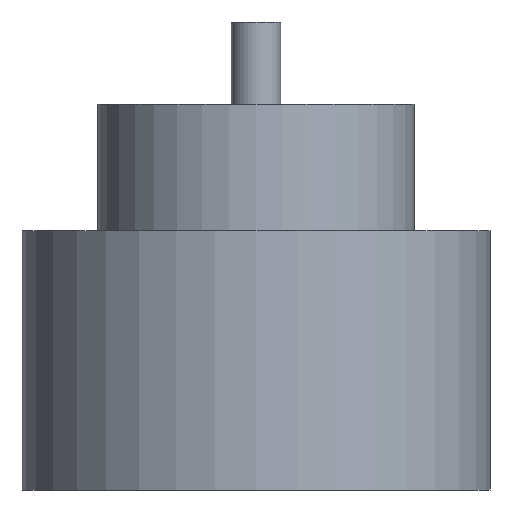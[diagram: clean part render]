
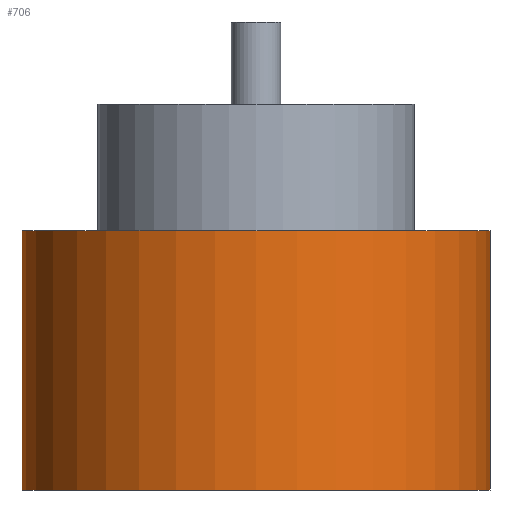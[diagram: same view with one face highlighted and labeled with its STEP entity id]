
A CAD part, front view. The second image highlights one B-rep face of the part: STEP entity #706.
In plain terms, the highlighted cylindrical face has radius 1.85 mm (diameter 3.7 mm), a partial arc.
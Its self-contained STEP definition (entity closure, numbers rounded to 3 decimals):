
#8 = VERTEX_POINT ( 'NONE', #758 ) ;
#29 = DIRECTION ( 'NONE',  ( 0., 0., -1. ) ) ;
#48 = DIRECTION ( 'NONE',  ( 0., 0., 1. ) ) ;
#55 = LINE ( 'NONE', #803, #738 ) ;
#169 = AXIS2_PLACEMENT_3D ( 'NONE', #484, #48, #174 ) ;
#173 = LINE ( 'NONE', #614, #215 ) ;
#174 = DIRECTION ( 'NONE',  ( 1., 0., 0. ) ) ;
#178 = CARTESIAN_POINT ( 'NONE',  ( 0., 0., 2.55 ) ) ;
#215 = VECTOR ( 'NONE', #285, 1000. ) ;
#285 = DIRECTION ( 'NONE',  ( 0., 0., -1. ) ) ;
#313 = AXIS2_PLACEMENT_3D ( 'NONE', #664, #459, #757 ) ;
#323 = CIRCLE ( 'NONE', #169, 1.85 ) ;
#336 = VERTEX_POINT ( 'NONE', #567 ) ;
#355 = DIRECTION ( 'NONE',  ( -1., 0., 0. ) ) ;
#396 = FACE_OUTER_BOUND ( 'NONE', #661, .T. ) ;
#427 = ORIENTED_EDGE ( 'NONE', *, *, #488, .F. ) ;
#456 = EDGE_CURVE ( 'NONE', #336, #584, #569, .T. ) ;
#459 = DIRECTION ( 'NONE',  ( 0., 0., 1. ) ) ;
#466 = VERTEX_POINT ( 'NONE', #615 ) ;
#484 = CARTESIAN_POINT ( 'NONE',  ( 0., 0., -0.5 ) ) ;
#488 = EDGE_CURVE ( 'NONE', #584, #8, #55, .T. ) ;
#514 = CYLINDRICAL_SURFACE ( 'NONE', #651, 1.85 ) ;
#536 = ORIENTED_EDGE ( 'NONE', *, *, #456, .F. ) ;
#552 = DIRECTION ( 'NONE',  ( 0., 0., -1. ) ) ;
#558 = ORIENTED_EDGE ( 'NONE', *, *, #565, .T. ) ;
#565 = EDGE_CURVE ( 'NONE', #336, #466, #173, .T. ) ;
#567 = CARTESIAN_POINT ( 'NONE',  ( -1.85, 0., 1.55 ) ) ;
#569 = CIRCLE ( 'NONE', #313, 1.85 ) ;
#584 = VERTEX_POINT ( 'NONE', #820 ) ;
#599 = EDGE_CURVE ( 'NONE', #466, #8, #323, .T. ) ;
#614 = CARTESIAN_POINT ( 'NONE',  ( -1.85, 0., 2.55 ) ) ;
#615 = CARTESIAN_POINT ( 'NONE',  ( -1.85, 0., -0.5 ) ) ;
#651 = AXIS2_PLACEMENT_3D ( 'NONE', #178, #552, #355 ) ;
#661 = EDGE_LOOP ( 'NONE', ( #427, #536, #558, #829 ) ) ;
#664 = CARTESIAN_POINT ( 'NONE',  ( 0., 0., 1.55 ) ) ;
#706 = ADVANCED_FACE ( 'NONE', ( #396 ), #514, .T. ) ;
#738 = VECTOR ( 'NONE', #29, 1000. ) ;
#757 = DIRECTION ( 'NONE',  ( 1., 0., 0. ) ) ;
#758 = CARTESIAN_POINT ( 'NONE',  ( 1.85, 0., -0.5 ) ) ;
#803 = CARTESIAN_POINT ( 'NONE',  ( 1.85, 0., 2.55 ) ) ;
#820 = CARTESIAN_POINT ( 'NONE',  ( 1.85, 0., 1.55 ) ) ;
#829 = ORIENTED_EDGE ( 'NONE', *, *, #599, .T. ) ;
